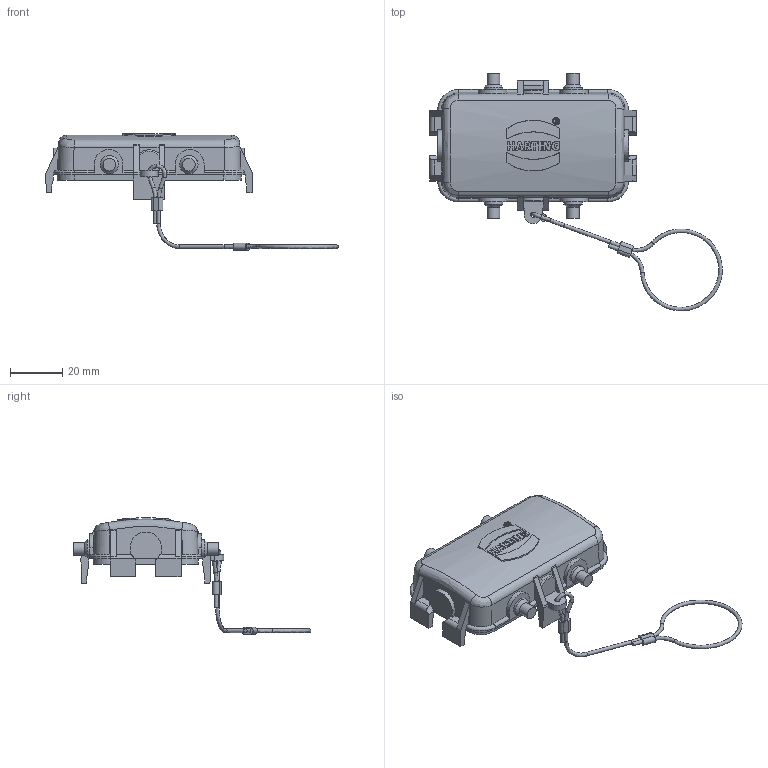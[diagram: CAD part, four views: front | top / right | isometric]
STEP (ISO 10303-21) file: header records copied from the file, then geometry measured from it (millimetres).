
FILE_DESCRIPTION(/* description */ (''),/* implementation_level */ '2;1');
FILE_NAME(/* name */ '100539842ugm000_d.stp',/* time_stamp */ '2019-10-28T13:51:20+01:00',/* author */ (''),/* organization */ (''),/* preprocessor_version */ 'ST-DEVELOPER v16.7',/* originating_system */ 'SIEMENS PLM Software NX 12.0',/* authorisation */ '');
FILE_SCHEMA (('AUTOMOTIVE_DESIGN { 1 0 10303 214 3 1 1 1 }'));
Length unit declared in the file: millimetre
Products named in the file (1): 100539842ugm000_d
Bounding box: 111.84 x 90.87 x 44.55 mm (x, y, z)
Volume: 16304.2 mm3; surface area: 15178 mm2
Topology: 1 solids, 1 shells, 330 faces, 883 edges, 583 vertices
Faces by surface type: plane 162, cylinder 80, bspline 76, cone 8, torus 4
Full cylindrical faces by diameter (mm): 2 x1, 4.8 x4, 7 x4
Entity records: 13894 total; most frequent: CARTESIAN_POINT 5305, ORIENTED_EDGE 1680, DIRECTION 1292, EDGE_CURVE 840, VERTEX_POINT 569, LINE 442, VECTOR 442, AXIS2_PLACEMENT_3D 425
